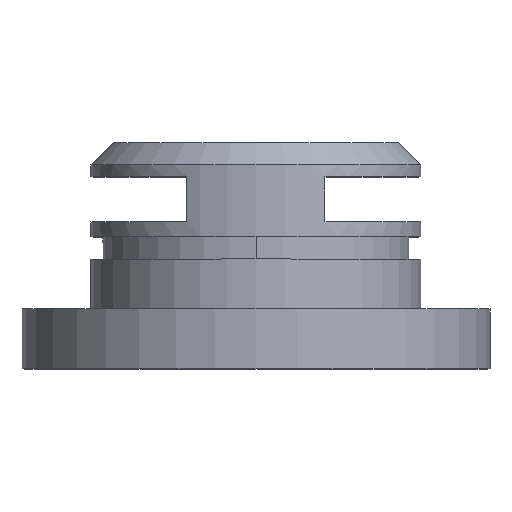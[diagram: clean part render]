
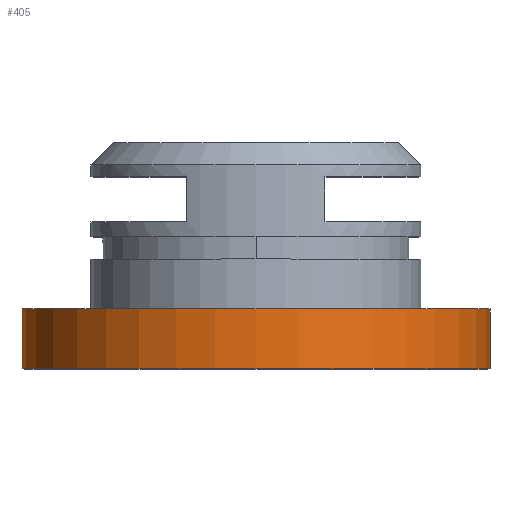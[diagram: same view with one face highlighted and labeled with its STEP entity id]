
A CAD part, top view. The second image highlights one B-rep face of the part: STEP entity #405.
In plain terms, the highlighted cylindrical face has radius 24.765 mm (diameter 49.53 mm), a partial arc.
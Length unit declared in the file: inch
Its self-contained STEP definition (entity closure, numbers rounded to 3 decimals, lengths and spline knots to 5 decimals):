
#144 = FACE_OUTER_BOUND ( 'NONE', #1552, .T. ) ;
#155 = VERTEX_POINT ( 'NONE', #1217 ) ;
#172 = DIRECTION ( 'NONE',  ( 0., -1., 0. ) ) ;
#222 = EDGE_CURVE ( 'NONE', #1818, #155, #941, .T. ) ;
#251 = EDGE_CURVE ( 'NONE', #155, #1960, #1330, .T. ) ;
#257 = CARTESIAN_POINT ( 'NONE',  ( 0.975, 0., 0. ) ) ;
#314 = CIRCLE ( 'NONE', #724, 0.975 ) ;
#356 = CARTESIAN_POINT ( 'NONE',  ( -0.975, 0., 0. ) ) ;
#405 = ADVANCED_FACE ( 'NONE', ( #144 ), #1097, .T. ) ;
#443 = AXIS2_PLACEMENT_3D ( 'NONE', #1823, #1691, #1565 ) ;
#467 = CARTESIAN_POINT ( 'NONE',  ( 0.975, -0.25, 0. ) ) ;
#492 = EDGE_CURVE ( 'NONE', #1818, #1790, #314, .T. ) ;
#533 = CARTESIAN_POINT ( 'NONE',  ( -0.975, -0.25, 0. ) ) ;
#629 = CARTESIAN_POINT ( 'NONE',  ( 0., -0.25, 0. ) ) ;
#683 = DIRECTION ( 'NONE',  ( 1., 0., 0. ) ) ;
#724 = AXIS2_PLACEMENT_3D ( 'NONE', #1724, #1417, #683 ) ;
#761 = VECTOR ( 'NONE', #1867, 39.37008 ) ;
#800 = DIRECTION ( 'NONE',  ( 1., 0., 0. ) ) ;
#815 = ORIENTED_EDGE ( 'NONE', *, *, #874, .T. ) ;
#874 = EDGE_CURVE ( 'NONE', #1790, #1960, #1448, .T. ) ;
#941 = LINE ( 'NONE', #467, #1934 ) ;
#1060 = ORIENTED_EDGE ( 'NONE', *, *, #251, .F. ) ;
#1072 = DIRECTION ( 'NONE',  ( 0., -1., 0. ) ) ;
#1097 = CYLINDRICAL_SURFACE ( 'NONE', #443, 0.975 ) ;
#1217 = CARTESIAN_POINT ( 'NONE',  ( 0.975, -0.25, 0. ) ) ;
#1330 = CIRCLE ( 'NONE', #1834, 0.975 ) ;
#1374 = ORIENTED_EDGE ( 'NONE', *, *, #222, .F. ) ;
#1417 = DIRECTION ( 'NONE',  ( 0., -1., 0. ) ) ;
#1448 = LINE ( 'NONE', #533, #761 ) ;
#1552 = EDGE_LOOP ( 'NONE', ( #1607, #815, #1060, #1374 ) ) ;
#1565 = DIRECTION ( 'NONE',  ( 1., 0., 0. ) ) ;
#1607 = ORIENTED_EDGE ( 'NONE', *, *, #492, .T. ) ;
#1691 = DIRECTION ( 'NONE',  ( 0., -1., 0. ) ) ;
#1724 = CARTESIAN_POINT ( 'NONE',  ( 0., 0., 0. ) ) ;
#1790 = VERTEX_POINT ( 'NONE', #356 ) ;
#1818 = VERTEX_POINT ( 'NONE', #257 ) ;
#1823 = CARTESIAN_POINT ( 'NONE',  ( 0., -0.25, 0. ) ) ;
#1834 = AXIS2_PLACEMENT_3D ( 'NONE', #629, #172, #800 ) ;
#1867 = DIRECTION ( 'NONE',  ( 0., -1., 0. ) ) ;
#1906 = CARTESIAN_POINT ( 'NONE',  ( -0.975, -0.25, 0. ) ) ;
#1934 = VECTOR ( 'NONE', #1072, 39.37008 ) ;
#1960 = VERTEX_POINT ( 'NONE', #1906 ) ;
